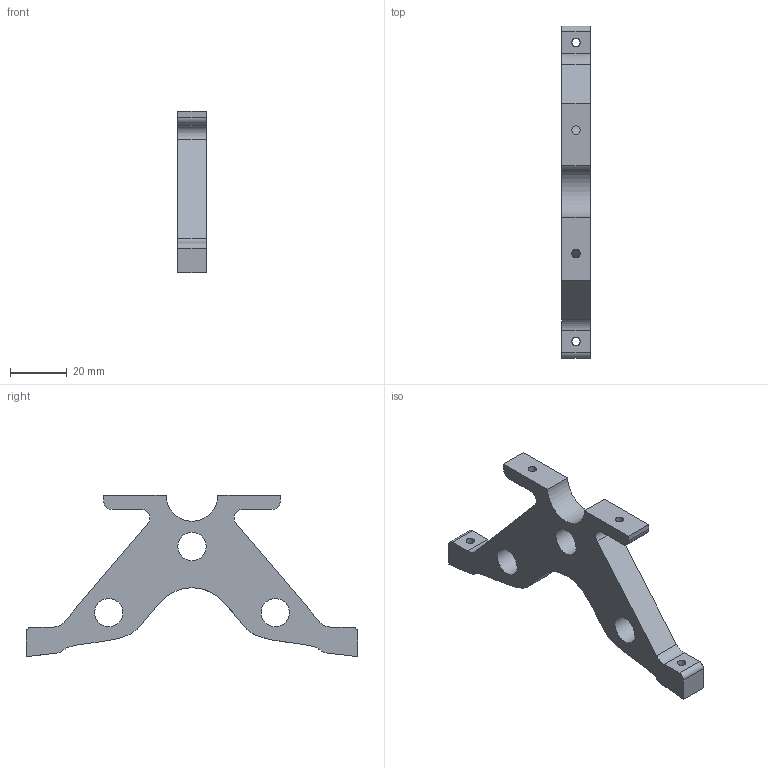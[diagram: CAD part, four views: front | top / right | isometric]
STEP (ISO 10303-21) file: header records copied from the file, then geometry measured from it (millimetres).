
FILE_DESCRIPTION(/* description */ (''),/* implementation_level */ '2;1');
FILE_NAME(/* name */ 'DronePiec1.step',/* time_stamp */ '2023-11-03T15:29:12+01:00',/* author */ (''),/* organization */ (''),/* preprocessor_version */ 'ST-DEVELOPER v20',/* originating_system */ 'Autodesk Translation Framework v12.14.0.127',/* authorisation */ '');
FILE_SCHEMA (('AUTOMOTIVE_DESIGN { 1 0 10303 214 3 1 1 }'));
Length unit declared in the file: millimetre
Products named in the file (1): (Non enregistré)
Bounding box: 10 x 117.35 x 57.01 mm (x, y, z)
Volume: 25244.4 mm3; surface area: 10178.9 mm2
Topology: 1 solids, 1 shells, 36 faces, 102 edges, 68 vertices
Faces by surface type: cylinder 16, plane 16, bspline 4
Full cylindrical faces by diameter (mm): 3 x4, 10.03 x3
Entity records: 1398 total; most frequent: CARTESIAN_POINT 387, ORIENTED_EDGE 204, DIRECTION 192, EDGE_CURVE 102, VERTEX_POINT 68, AXIS2_PLACEMENT_3D 65, LINE 62, VECTOR 62
